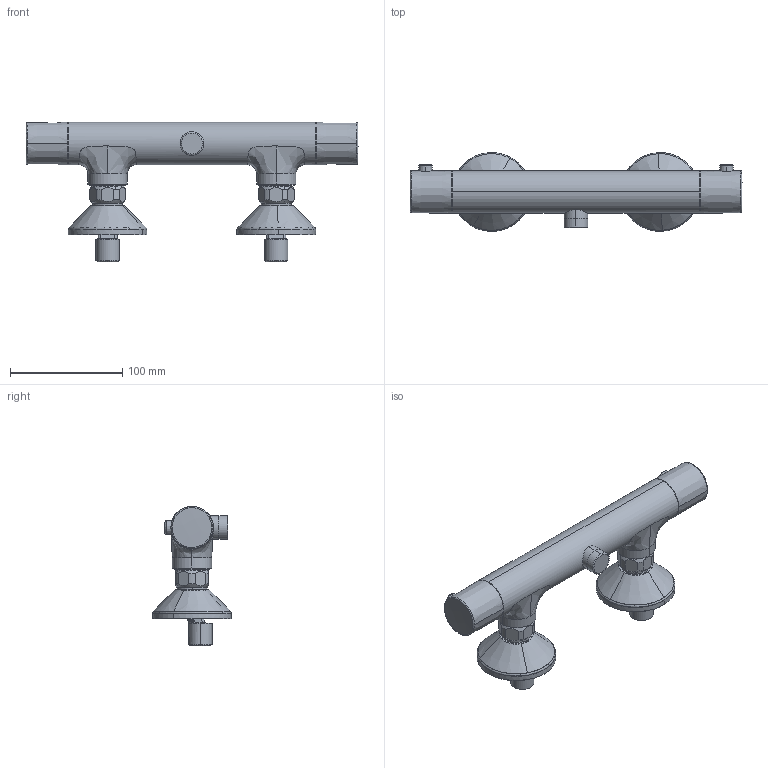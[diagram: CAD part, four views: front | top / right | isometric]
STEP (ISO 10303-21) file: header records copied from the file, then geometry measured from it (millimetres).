
FILE_DESCRIPTION (( 'STEP AP203' ), '1' );
FILE_NAME ('1360U(2008)+58130101.STEP', '2019-05-27T05:08:03', ( '' ), ( '' ), 'SwSTEP 2.0', 'SolidWorks 2016', '' );
FILE_SCHEMA (( 'CONFIG_CONTROL_DESIGN' ));
Length unit declared in the file: millimetre
Products named in the file (1): 1360U(2008)+58130101
Bounding box: 295.38 x 69.97 x 124.2 mm (x, y, z)
Volume: 447899.3 mm3; surface area: 82281 mm2
Topology: 1 solids, 3 shells, 350 faces, 854 edges, 528 vertices
Faces by surface type: bspline 130, cylinder 116, plane 74, cone 30
Entity records: 19138 total; most frequent: CARTESIAN_POINT 11744, ORIENTED_EDGE 1688, DIRECTION 1280, EDGE_CURVE 844, AXIS2_PLACEMENT_3D 535, VERTEX_POINT 528, EDGE_LOOP 378, FACE_OUTER_BOUND 350
